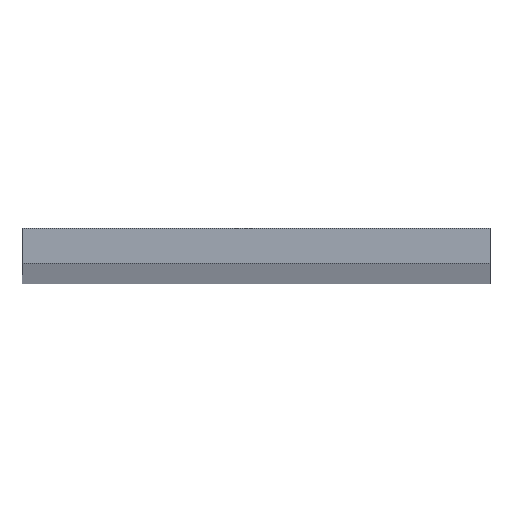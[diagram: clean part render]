
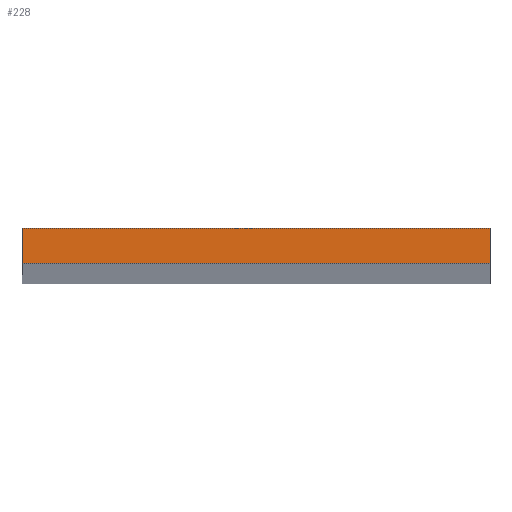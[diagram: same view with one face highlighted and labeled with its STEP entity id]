
A CAD part, top view. The second image highlights one B-rep face of the part: STEP entity #228.
In plain terms, the highlighted planar face has unit normal (0, 0, 1).
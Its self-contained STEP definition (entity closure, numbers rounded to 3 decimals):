
#1 = PLANE ( 'NONE',  #81 ) ;
#34 = DIRECTION ( 'NONE',  ( 0., -1., 0. ) ) ;
#35 = CARTESIAN_POINT ( 'NONE',  ( -20., 1.5, 500. ) ) ;
#36 = LINE ( 'NONE', #35, #83 ) ;
#37 = DIRECTION ( 'NONE',  ( 1., 0., 0. ) ) ;
#38 = CARTESIAN_POINT ( 'NONE',  ( -20., -1.5, 500. ) ) ;
#39 = LINE ( 'NONE', #38, #86 ) ;
#43 = DIRECTION ( 'NONE',  ( 1., 0., 0. ) ) ;
#44 = DIRECTION ( 'NONE',  ( 0., 0., 1. ) ) ;
#45 = CARTESIAN_POINT ( 'NONE',  ( 0., 0., 500. ) ) ;
#61 = FACE_OUTER_BOUND ( 'NONE', #176, .T. ) ;
#81 = AXIS2_PLACEMENT_3D ( 'NONE', #45, #44, #43 ) ;
#83 = VECTOR ( 'NONE', #34, 1000. ) ;
#86 = VECTOR ( 'NONE', #37, 1000. ) ;
#89 = VECTOR ( 'NONE', #117, 1000. ) ;
#102 = VECTOR ( 'NONE', #185, 1000. ) ;
#116 = CARTESIAN_POINT ( 'NONE',  ( -20., 1.5, 500. ) ) ;
#117 = DIRECTION ( 'NONE',  ( -1., 0., 0. ) ) ;
#121 = LINE ( 'NONE', #116, #89 ) ;
#156 = ORIENTED_EDGE ( 'NONE', *, *, #213, .T. ) ;
#157 = ORIENTED_EDGE ( 'NONE', *, *, #230, .T. ) ;
#158 = ORIENTED_EDGE ( 'NONE', *, *, #231, .T. ) ;
#160 = ORIENTED_EDGE ( 'NONE', *, *, #221, .T. ) ;
#176 = EDGE_LOOP ( 'NONE', ( #158, #157, #156, #160 ) ) ;
#179 = VERTEX_POINT ( 'NONE', #193 ) ;
#180 = VERTEX_POINT ( 'NONE', #194 ) ;
#182 = VERTEX_POINT ( 'NONE', #196 ) ;
#183 = CARTESIAN_POINT ( 'NONE',  ( -20., 1.5, 500. ) ) ;
#185 = DIRECTION ( 'NONE',  ( 0., 1., 0. ) ) ;
#187 = CARTESIAN_POINT ( 'NONE',  ( 20., 1.5, 500. ) ) ;
#190 = VERTEX_POINT ( 'NONE', #183 ) ;
#192 = LINE ( 'NONE', #187, #102 ) ;
#193 = CARTESIAN_POINT ( 'NONE',  ( 20., -1.5, 500. ) ) ;
#194 = CARTESIAN_POINT ( 'NONE',  ( -20., -1.5, 500. ) ) ;
#196 = CARTESIAN_POINT ( 'NONE',  ( 20., 1.5, 500. ) ) ;
#213 = EDGE_CURVE ( 'NONE', #179, #182, #192, .T. ) ;
#221 = EDGE_CURVE ( 'NONE', #182, #190, #121, .T. ) ;
#228 = ADVANCED_FACE ( 'NONE', ( #61 ), #1, .T. ) ;
#230 = EDGE_CURVE ( 'NONE', #180, #179, #39, .T. ) ;
#231 = EDGE_CURVE ( 'NONE', #190, #180, #36, .T. ) ;
